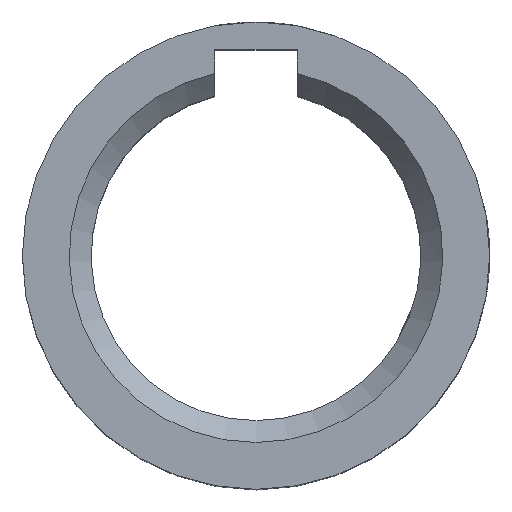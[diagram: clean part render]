
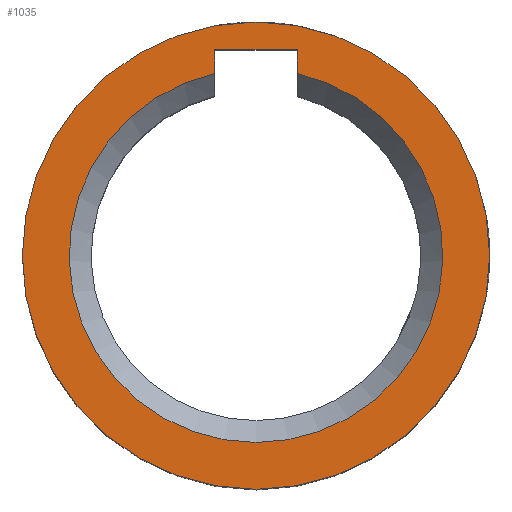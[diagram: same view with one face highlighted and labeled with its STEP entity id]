
A CAD part, top view. The second image highlights one B-rep face of the part: STEP entity #1035.
In plain terms, the highlighted planar face has unit normal (0, 0, 1).
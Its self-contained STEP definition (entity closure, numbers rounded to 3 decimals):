
#24=PLANE('',#1080);
#57=FACE_BOUND('',#173,.T.);
#60=CIRCLE('',#1059,18.);
#64=CIRCLE('',#1071,14.39);
#117=FACE_OUTER_BOUND('',#172,.T.);
#172=EDGE_LOOP('',(#959));
#173=EDGE_LOOP('',(#960,#961,#962,#963));
#317=LINE('',#5635,#357);
#321=LINE('',#5679,#361);
#329=LINE('',#5912,#369);
#357=VECTOR('',#1147,6.35);
#361=VECTOR('',#1159,1.84);
#369=VECTOR('',#1181,1.84);
#399=VERTEX_POINT('',#1630);
#462=VERTEX_POINT('',#5633);
#463=VERTEX_POINT('',#5634);
#464=VERTEX_POINT('',#5639);
#467=VERTEX_POINT('',#5646);
#511=EDGE_CURVE('',#399,#399,#60,.T.);
#611=EDGE_CURVE('',#462,#463,#317,.T.);
#617=EDGE_CURVE('',#467,#464,#64,.T.);
#622=EDGE_CURVE('',#467,#462,#321,.T.);
#642=EDGE_CURVE('',#463,#464,#329,.T.);
#959=ORIENTED_EDGE('',*,*,#511,.T.);
#960=ORIENTED_EDGE('',*,*,#617,.F.);
#961=ORIENTED_EDGE('',*,*,#622,.T.);
#962=ORIENTED_EDGE('',*,*,#611,.T.);
#963=ORIENTED_EDGE('',*,*,#642,.T.);
#1035=ADVANCED_FACE('',(#117,#57),#24,.T.);
#1059=AXIS2_PLACEMENT_3D('',#1631,#1108,#1109);
#1071=AXIS2_PLACEMENT_3D('',#5650,#1154,#1155);
#1080=AXIS2_PLACEMENT_3D('',#5913,#1182,#1183);
#1108=DIRECTION('center_axis',(0.,0.,1.));
#1109=DIRECTION('ref_axis',(-1.,0.,0.));
#1147=DIRECTION('',(1.,0.,0.));
#1154=DIRECTION('center_axis',(0.,0.,1.));
#1155=DIRECTION('ref_axis',(-0.221,0.975,0.));
#1159=DIRECTION('',(0.,1.,0.));
#1181=DIRECTION('',(0.,-1.,0.));
#1182=DIRECTION('center_axis',(0.,0.,1.));
#1183=DIRECTION('ref_axis',(1.,0.,0.));
#1630=CARTESIAN_POINT('',(18.,0.,24.968));
#1631=CARTESIAN_POINT('Origin',(0.,0.,24.968));
#5633=CARTESIAN_POINT('',(-3.175,15.875,24.968));
#5634=CARTESIAN_POINT('',(3.175,15.875,24.968));
#5635=CARTESIAN_POINT('',(-3.175,15.875,24.968));
#5639=CARTESIAN_POINT('',(3.175,14.035,24.968));
#5646=CARTESIAN_POINT('',(-3.175,14.035,24.968));
#5650=CARTESIAN_POINT('Origin',(0.,0.,24.968));
#5679=CARTESIAN_POINT('',(-3.175,14.035,24.968));
#5912=CARTESIAN_POINT('',(3.175,15.875,24.968));
#5913=CARTESIAN_POINT('Origin',(0.,0.,24.968));
